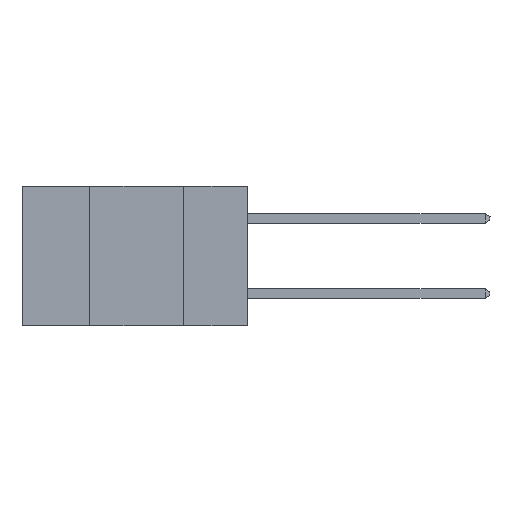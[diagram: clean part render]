
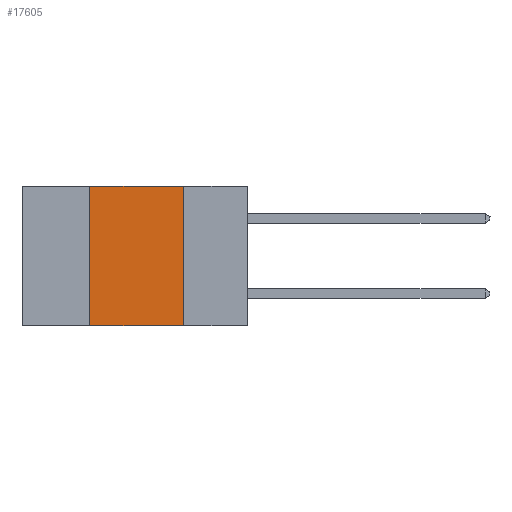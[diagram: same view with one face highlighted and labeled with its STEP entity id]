
A CAD part, left-side view. The second image highlights one B-rep face of the part: STEP entity #17605.
In plain terms, the highlighted planar face has unit normal (-1, 0, 0).
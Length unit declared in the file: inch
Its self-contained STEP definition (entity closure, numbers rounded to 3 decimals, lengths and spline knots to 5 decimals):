
#38 = LINE ( 'NONE', #19429, #10479 ) ;
#103 = VECTOR ( 'NONE', #6780, 39.37008 ) ;
#610 = AXIS2_PLACEMENT_3D ( 'NONE', #18586, #12344, #26808 ) ;
#1827 = VERTEX_POINT ( 'NONE', #12919 ) ;
#2087 = CARTESIAN_POINT ( 'NONE',  ( 0., 0.42, 0. ) ) ;
#5611 = CARTESIAN_POINT ( 'NONE',  ( 0., 0.17, 0. ) ) ;
#5821 = VECTOR ( 'NONE', #25303, 39.37008 ) ;
#6324 = LINE ( 'NONE', #2087, #103 ) ;
#6478 = LINE ( 'NONE', #23274, #5821 ) ;
#6780 = DIRECTION ( 'NONE',  ( 0., 0., 1. ) ) ;
#9208 = FACE_OUTER_BOUND ( 'NONE', #17653, .T. ) ;
#10196 = VERTEX_POINT ( 'NONE', #5611 ) ;
#10294 = DIRECTION ( 'NONE',  ( 0., -1., 0. ) ) ;
#10465 = ORIENTED_EDGE ( 'NONE', *, *, #13404, .F. ) ;
#10479 = VECTOR ( 'NONE', #23552, 39.37008 ) ;
#11695 = VERTEX_POINT ( 'NONE', #16504 ) ;
#12225 = EDGE_CURVE ( 'NONE', #10196, #1827, #38, .T. ) ;
#12344 = DIRECTION ( 'NONE',  ( 1., 0., 0. ) ) ;
#12919 = CARTESIAN_POINT ( 'NONE',  ( 0., 0.17, -0.37 ) ) ;
#13404 = EDGE_CURVE ( 'NONE', #14200, #10196, #21599, .T. ) ;
#14200 = VERTEX_POINT ( 'NONE', #18987 ) ;
#14849 = EDGE_CURVE ( 'NONE', #11695, #1827, #6478, .T. ) ;
#16504 = CARTESIAN_POINT ( 'NONE',  ( 0., 0.42, -0.37 ) ) ;
#17605 = ADVANCED_FACE ( 'NONE', ( #9208 ), #24769, .F. ) ;
#17653 = EDGE_LOOP ( 'NONE', ( #24579, #10465, #26143, #24892 ) ) ;
#18586 = CARTESIAN_POINT ( 'NONE',  ( 0., 0.6, 0. ) ) ;
#18987 = CARTESIAN_POINT ( 'NONE',  ( 0., 0.42, 0. ) ) ;
#19429 = CARTESIAN_POINT ( 'NONE',  ( 0., 0.17, 0. ) ) ;
#20751 = CARTESIAN_POINT ( 'NONE',  ( 0., 0.6, 0. ) ) ;
#21599 = LINE ( 'NONE', #20751, #25700 ) ;
#23274 = CARTESIAN_POINT ( 'NONE',  ( 0., 0.6, -0.37 ) ) ;
#23552 = DIRECTION ( 'NONE',  ( 0., 0., -1. ) ) ;
#24579 = ORIENTED_EDGE ( 'NONE', *, *, #12225, .F. ) ;
#24769 = PLANE ( 'NONE',  #610 ) ;
#24892 = ORIENTED_EDGE ( 'NONE', *, *, #14849, .T. ) ;
#25303 = DIRECTION ( 'NONE',  ( 0., -1., 0. ) ) ;
#25700 = VECTOR ( 'NONE', #10294, 39.37008 ) ;
#25870 = EDGE_CURVE ( 'NONE', #11695, #14200, #6324, .T. ) ;
#26143 = ORIENTED_EDGE ( 'NONE', *, *, #25870, .F. ) ;
#26808 = DIRECTION ( 'NONE',  ( 0., 0., -1. ) ) ;
